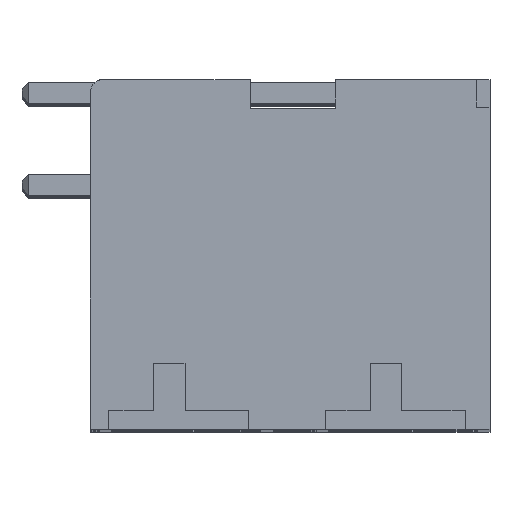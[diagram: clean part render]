
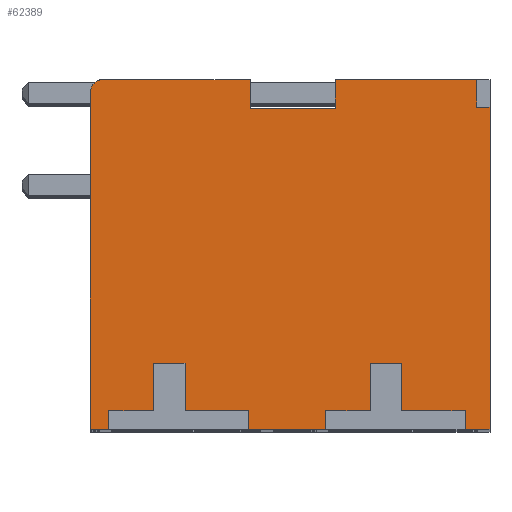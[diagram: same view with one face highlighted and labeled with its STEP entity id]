
A CAD part, top view. The second image highlights one B-rep face of the part: STEP entity #62389.
In plain terms, the highlighted planar face has unit normal (0, 0, 1).
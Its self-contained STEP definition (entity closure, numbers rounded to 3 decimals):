
#16498=DIRECTION('',(-1.,0.,0.));
#16499=VECTOR('',#16498,5.39);
#16500=CARTESIAN_POINT('',(11.703,13.3,33.7));
#16501=LINE('',#16500,#16499);
#16738=DIRECTION('',(0.,-1.,0.));
#16739=VECTOR('',#16738,1.092);
#16740=CARTESIAN_POINT('',(6.313,13.3,33.7));
#16741=LINE('',#16740,#16739);
#16862=DIRECTION('',(0.,1.,0.));
#16863=VECTOR('',#16862,1.092);
#16864=CARTESIAN_POINT('',(3.074,12.208,33.7));
#16865=LINE('',#16864,#16863);
#17478=DIRECTION('',(-1.,0.,0.));
#17479=VECTOR('',#17478,5.716);
#17480=CARTESIAN_POINT('',(3.074,13.3,33.7));
#17481=LINE('',#17480,#17479);
#17962=DIRECTION('',(0.,-1.,0.));
#17963=VECTOR('',#17962,0.02);
#17964=CARTESIAN_POINT('',(-2.641,13.3,33.7));
#17965=LINE('',#17964,#17963);
#21316=DIRECTION('',(-1.,0.,0.));
#21317=VECTOR('',#21316,3.238);
#21318=CARTESIAN_POINT('',(6.313,12.208,33.7));
#21319=LINE('',#21318,#21317);
#21320=DIRECTION('',(0.,1.,0.));
#21321=VECTOR('',#21320,0.7);
#21322=CARTESIAN_POINT('',(11.25,0.,33.7));
#21323=LINE('',#21322,#21321);
#21324=DIRECTION('',(1.,0.,0.));
#21325=VECTOR('',#21324,2.4);
#21326=CARTESIAN_POINT('',(8.85,0.7,33.7));
#21327=LINE('',#21326,#21325);
#21328=DIRECTION('',(0.,-1.,0.));
#21329=VECTOR('',#21328,1.8);
#21330=CARTESIAN_POINT('',(8.85,2.5,33.7));
#21331=LINE('',#21330,#21329);
#21332=DIRECTION('',(1.,0.,0.));
#21333=VECTOR('',#21332,1.2);
#21334=CARTESIAN_POINT('',(7.65,2.5,33.7));
#21335=LINE('',#21334,#21333);
#21336=DIRECTION('',(0.,1.,0.));
#21337=VECTOR('',#21336,1.8);
#21338=CARTESIAN_POINT('',(7.65,0.7,33.7));
#21339=LINE('',#21338,#21337);
#21340=DIRECTION('',(1.,0.,0.));
#21341=VECTOR('',#21340,1.7);
#21342=CARTESIAN_POINT('',(5.95,0.7,33.7));
#21343=LINE('',#21342,#21341);
#21344=DIRECTION('',(0.,1.,0.));
#21345=VECTOR('',#21344,0.7);
#21346=CARTESIAN_POINT('',(5.95,0.,33.7));
#21347=LINE('',#21346,#21345);
#21348=DIRECTION('',(-1.,0.,0.));
#21349=VECTOR('',#21348,2.95);
#21350=CARTESIAN_POINT('',(5.95,0.,33.7));
#21351=LINE('',#21350,#21349);
#21352=DIRECTION('',(0.,1.,0.));
#21353=VECTOR('',#21352,0.7);
#21354=CARTESIAN_POINT('',(3.,0.,33.7));
#21355=LINE('',#21354,#21353);
#21356=DIRECTION('',(1.,0.,0.));
#21357=VECTOR('',#21356,2.4);
#21358=CARTESIAN_POINT('',(0.6,0.7,33.7));
#21359=LINE('',#21358,#21357);
#21360=DIRECTION('',(0.,-1.,0.));
#21361=VECTOR('',#21360,1.8);
#21362=CARTESIAN_POINT('',(0.6,2.5,33.7));
#21363=LINE('',#21362,#21361);
#21364=DIRECTION('',(1.,0.,0.));
#21365=VECTOR('',#21364,1.2);
#21366=CARTESIAN_POINT('',(-0.6,2.5,33.7));
#21367=LINE('',#21366,#21365);
#21368=DIRECTION('',(0.,1.,0.));
#21369=VECTOR('',#21368,1.8);
#21370=CARTESIAN_POINT('',(-0.6,0.7,33.7));
#21371=LINE('',#21370,#21369);
#21372=DIRECTION('',(1.,0.,0.));
#21373=VECTOR('',#21372,1.7);
#21374=CARTESIAN_POINT('',(-2.3,0.7,33.7));
#21375=LINE('',#21374,#21373);
#21376=DIRECTION('',(0.,1.,0.));
#21377=VECTOR('',#21376,0.7);
#21378=CARTESIAN_POINT('',(-2.3,0.,33.7));
#21379=LINE('',#21378,#21377);
#21380=DIRECTION('',(-1.,0.,0.));
#21381=VECTOR('',#21380,0.7);
#21382=CARTESIAN_POINT('',(-2.3,0.,33.7));
#21383=LINE('',#21382,#21381);
#21384=DIRECTION('',(0.,1.,0.));
#21385=VECTOR('',#21384,12.8);
#21386=CARTESIAN_POINT('',(-3.,0.,33.7));
#21387=LINE('',#21386,#21385);
#21388=CARTESIAN_POINT('',(-2.5,12.8,33.7));
#21389=DIRECTION('',(0.,0.,-1.));
#21390=DIRECTION('',(-1.,0.,0.));
#21391=AXIS2_PLACEMENT_3D('',#21388,#21389,#21390);
#21393=DIRECTION('',(0.,-1.,0.));
#21394=VECTOR('',#21393,12.25);
#21395=CARTESIAN_POINT('',(12.2,12.25,33.7));
#21396=LINE('',#21395,#21394);
#21397=DIRECTION('',(-1.,0.,0.));
#21398=VECTOR('',#21397,0.95);
#21399=CARTESIAN_POINT('',(12.2,0.,33.7));
#21400=LINE('',#21399,#21398);
#21560=DIRECTION('',(0.,1.,0.));
#21561=VECTOR('',#21560,1.05);
#21562=CARTESIAN_POINT('',(11.703,12.25,33.7));
#21563=LINE('',#21562,#21561);
#21576=DIRECTION('',(-1.,0.,0.));
#21577=VECTOR('',#21576,0.497);
#21578=CARTESIAN_POINT('',(12.2,12.25,33.7));
#21579=LINE('',#21578,#21577);
#23428=CARTESIAN_POINT('',(-3.,0.,33.7));
#23429=VERTEX_POINT('',#23428);
#23510=CARTESIAN_POINT('',(12.2,12.25,33.7));
#23511=CARTESIAN_POINT('',(12.2,0.,33.7));
#23512=VERTEX_POINT('',#23510);
#23513=VERTEX_POINT('',#23511);
#23520=CARTESIAN_POINT('',(11.703,13.3,33.7));
#23521=VERTEX_POINT('',#23520);
#23522=CARTESIAN_POINT('',(6.313,13.3,33.7));
#23523=VERTEX_POINT('',#23522);
#23524=CARTESIAN_POINT('',(6.313,12.208,33.7));
#23525=VERTEX_POINT('',#23524);
#23534=CARTESIAN_POINT('',(3.074,12.208,33.7));
#23535=CARTESIAN_POINT('',(3.074,13.3,33.7));
#23536=VERTEX_POINT('',#23534);
#23537=VERTEX_POINT('',#23535);
#23546=CARTESIAN_POINT('',(-2.641,13.3,33.7));
#23547=VERTEX_POINT('',#23546);
#23548=CARTESIAN_POINT('',(-2.641,13.28,33.7));
#23549=VERTEX_POINT('',#23548);
#23578=CARTESIAN_POINT('',(-3.,12.8,33.7));
#23579=VERTEX_POINT('',#23578);
#23580=CARTESIAN_POINT('',(11.703,12.25,33.7));
#23581=VERTEX_POINT('',#23580);
#23824=CARTESIAN_POINT('',(11.25,0.7,33.7));
#23825=VERTEX_POINT('',#23824);
#23826=CARTESIAN_POINT('',(11.25,0.,33.7));
#23827=VERTEX_POINT('',#23826);
#23828=CARTESIAN_POINT('',(5.95,0.,33.7));
#23829=VERTEX_POINT('',#23828);
#23830=CARTESIAN_POINT('',(5.95,0.7,33.7));
#23831=VERTEX_POINT('',#23830);
#23832=CARTESIAN_POINT('',(7.65,0.7,33.7));
#23833=VERTEX_POINT('',#23832);
#23834=CARTESIAN_POINT('',(7.65,2.5,33.7));
#23835=VERTEX_POINT('',#23834);
#23836=CARTESIAN_POINT('',(8.85,2.5,33.7));
#23837=VERTEX_POINT('',#23836);
#23838=CARTESIAN_POINT('',(8.85,0.7,33.7));
#23839=VERTEX_POINT('',#23838);
#23840=CARTESIAN_POINT('',(3.,0.,33.7));
#23841=VERTEX_POINT('',#23840);
#23842=CARTESIAN_POINT('',(-2.3,0.,33.7));
#23843=VERTEX_POINT('',#23842);
#23844=CARTESIAN_POINT('',(-2.3,0.7,33.7));
#23845=VERTEX_POINT('',#23844);
#23846=CARTESIAN_POINT('',(-0.6,0.7,33.7));
#23847=VERTEX_POINT('',#23846);
#23848=CARTESIAN_POINT('',(-0.6,2.5,33.7));
#23849=VERTEX_POINT('',#23848);
#23850=CARTESIAN_POINT('',(0.6,2.5,33.7));
#23851=VERTEX_POINT('',#23850);
#23852=CARTESIAN_POINT('',(0.6,0.7,33.7));
#23853=VERTEX_POINT('',#23852);
#23854=CARTESIAN_POINT('',(3.,0.7,33.7));
#23855=VERTEX_POINT('',#23854);
#62336=CARTESIAN_POINT('',(0.,0.,33.7));
#62337=DIRECTION('',(0.,0.,1.));
#62338=DIRECTION('',(1.,0.,0.));
#62339=AXIS2_PLACEMENT_3D('',#62336,#62337,#62338);
#62340=PLANE('',#62339);
#62342=ORIENTED_EDGE('',*,*,#62341,.T.);
#62344=ORIENTED_EDGE('',*,*,#62343,.F.);
#62346=ORIENTED_EDGE('',*,*,#62345,.F.);
#62348=ORIENTED_EDGE('',*,*,#62347,.F.);
#62350=ORIENTED_EDGE('',*,*,#62349,.F.);
#62352=ORIENTED_EDGE('',*,*,#62351,.F.);
#62354=ORIENTED_EDGE('',*,*,#62353,.F.);
#62355=ORIENTED_EDGE('',*,*,#30971,.T.);
#62357=ORIENTED_EDGE('',*,*,#62356,.T.);
#62359=ORIENTED_EDGE('',*,*,#62358,.F.);
#62361=ORIENTED_EDGE('',*,*,#62360,.F.);
#62363=ORIENTED_EDGE('',*,*,#62362,.F.);
#62365=ORIENTED_EDGE('',*,*,#62364,.F.);
#62367=ORIENTED_EDGE('',*,*,#62366,.F.);
#62369=ORIENTED_EDGE('',*,*,#62368,.F.);
#62370=ORIENTED_EDGE('',*,*,#30963,.T.);
#62372=ORIENTED_EDGE('',*,*,#62371,.T.);
#62374=ORIENTED_EDGE('',*,*,#62373,.T.);
#62375=ORIENTED_EDGE('',*,*,#56171,.F.);
#62376=ORIENTED_EDGE('',*,*,#56141,.F.);
#62377=ORIENTED_EDGE('',*,*,#54942,.F.);
#62378=ORIENTED_EDGE('',*,*,#62331,.F.);
#62379=ORIENTED_EDGE('',*,*,#54670,.F.);
#62380=ORIENTED_EDGE('',*,*,#54655,.F.);
#62382=ORIENTED_EDGE('',*,*,#62381,.F.);
#62384=ORIENTED_EDGE('',*,*,#62383,.F.);
#62385=ORIENTED_EDGE('',*,*,#54358,.T.);
#62386=ORIENTED_EDGE('',*,*,#30979,.T.);
#62387=EDGE_LOOP('',(#62342,#62344,#62346,#62348,#62350,#62352,#62354,#62355,
#62357,#62359,#62361,#62363,#62365,#62367,#62369,#62370,#62372,#62374,#62375,
#62376,#62377,#62378,#62379,#62380,#62382,#62384,#62385,#62386));
#62388=FACE_OUTER_BOUND('',#62387,.F.);
#21392=CIRCLE('',#21391,0.5);
#30963=EDGE_CURVE('',#23843,#23429,#21383,.T.);
#30971=EDGE_CURVE('',#23829,#23841,#21351,.T.);
#30979=EDGE_CURVE('',#23513,#23827,#21400,.T.);
#54358=EDGE_CURVE('',#23512,#23513,#21396,.T.);
#54655=EDGE_CURVE('',#23521,#23523,#16501,.T.);
#54670=EDGE_CURVE('',#23523,#23525,#16741,.T.);
#54942=EDGE_CURVE('',#23536,#23537,#16865,.T.);
#56141=EDGE_CURVE('',#23537,#23547,#17481,.T.);
#56171=EDGE_CURVE('',#23547,#23549,#17965,.T.);
#62331=EDGE_CURVE('',#23525,#23536,#21319,.T.);
#62341=EDGE_CURVE('',#23827,#23825,#21323,.T.);
#62343=EDGE_CURVE('',#23839,#23825,#21327,.T.);
#62345=EDGE_CURVE('',#23837,#23839,#21331,.T.);
#62347=EDGE_CURVE('',#23835,#23837,#21335,.T.);
#62349=EDGE_CURVE('',#23833,#23835,#21339,.T.);
#62351=EDGE_CURVE('',#23831,#23833,#21343,.T.);
#62353=EDGE_CURVE('',#23829,#23831,#21347,.T.);
#62356=EDGE_CURVE('',#23841,#23855,#21355,.T.);
#62358=EDGE_CURVE('',#23853,#23855,#21359,.T.);
#62360=EDGE_CURVE('',#23851,#23853,#21363,.T.);
#62362=EDGE_CURVE('',#23849,#23851,#21367,.T.);
#62364=EDGE_CURVE('',#23847,#23849,#21371,.T.);
#62366=EDGE_CURVE('',#23845,#23847,#21375,.T.);
#62368=EDGE_CURVE('',#23843,#23845,#21379,.T.);
#62371=EDGE_CURVE('',#23429,#23579,#21387,.T.);
#62373=EDGE_CURVE('',#23579,#23549,#21392,.T.);
#62381=EDGE_CURVE('',#23581,#23521,#21563,.T.);
#62383=EDGE_CURVE('',#23512,#23581,#21579,.T.);
#62389=ADVANCED_FACE('',(#62388),#62340,.T.);
